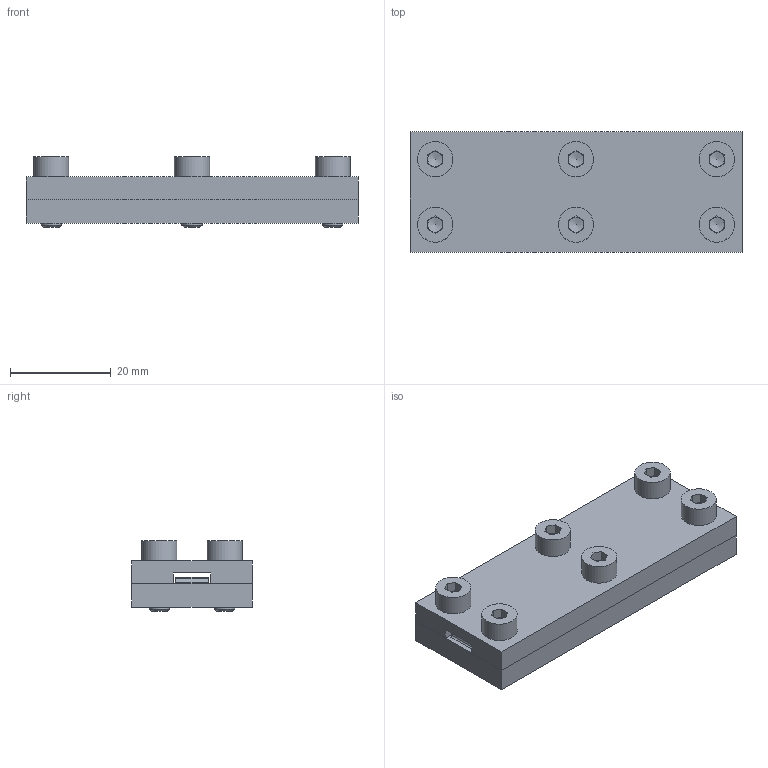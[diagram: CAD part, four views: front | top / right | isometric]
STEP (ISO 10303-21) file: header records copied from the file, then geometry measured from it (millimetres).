
FILE_DESCRIPTION( ( 'STEP AP203' ), '1' );
FILE_NAME( 'TBCK-XL025.stp', '2022-03-24T01:35:42', ( 'License CC BY-ND 4.0' ), ( 'CADENAS' ), ' ', 'PARTsolutions', ' ' );
FILE_SCHEMA( ( 'CONFIG_CONTROL_DESIGN' ) );
Length unit declared in the file: millimetre
Products named in the file (4): TBCK-XL025; _TBCKsupport_plate-XL025_r; _TBCKsupport_plate-XL025_support_plate; _CB4-10_1
Assembly tree (8 placements, depth 2):
  TBCK-XL025
    _TBCKsupport_plate-XL025_r
    _TBCKsupport_plate-XL025_support_plate
    _CB4-10_1  x6
Bounding box: 66 x 24 x 14 mm (x, y, z)
Volume: 14659.8 mm3; surface area: 10628.1 mm2
Topology: 8 solids, 8 shells, 271 faces, 648 edges, 412 vertices
Faces by surface type: plane 171, cylinder 76, cone 24
Full cylindrical faces by diameter (mm): 3.242 x6, 4 x6, 4.5 x6, 7 x6
Entity records: 5403 total; most frequent: DIRECTION 940, CARTESIAN_POINT 896, ORIENTED_EDGE 838, EDGE_CURVE 419, AXIS2_PLACEMENT_3D 336, VERTEX_POINT 292, LINE 268, VECTOR 268
